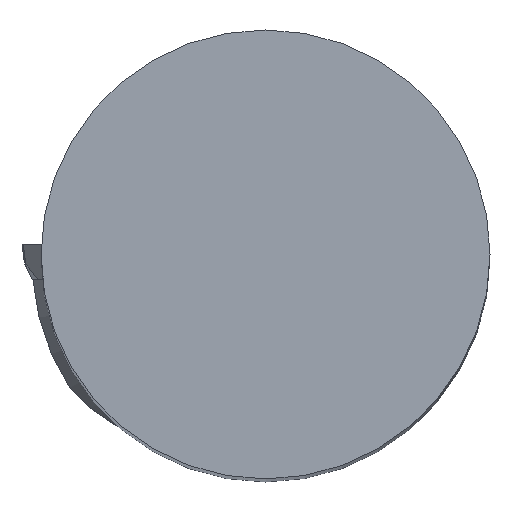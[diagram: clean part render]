
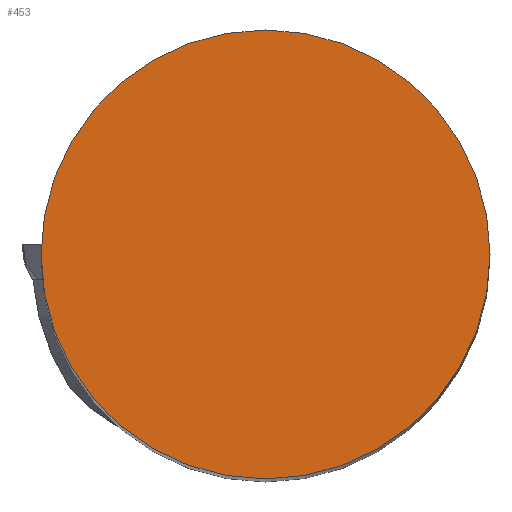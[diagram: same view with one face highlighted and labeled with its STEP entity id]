
A CAD part, top view. The second image highlights one B-rep face of the part: STEP entity #453.
In plain terms, the highlighted planar face has unit normal (0, 0, 1).
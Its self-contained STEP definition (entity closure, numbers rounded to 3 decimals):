
#373=EDGE_CURVE('240[2]',#807,#807,#808,.T.);
#453=ADVANCED_FACE('240[2]',(#899),#900,.T.);
#807=VERTEX_POINT('',#1574);
#808=CIRCLE('',#1575,10.0);
#899=FACE_OUTER_BOUND('',#1733,.T.);
#900=PLANE('',#1734);
#1574=CARTESIAN_POINT('',(-10.0,0.,0.0));
#1575=AXIS2_PLACEMENT_3D('',#2119,#2120,#2121);
#1733=EDGE_LOOP('',(#2222));
#1734=AXIS2_PLACEMENT_3D('',#2223,#2224,#2225);
#2119=CARTESIAN_POINT('',(0.0,0.0,0.0));
#2120=DIRECTION('',(0.,0.,-1.0));
#2121=DIRECTION('',(1.0,0.,0.));
#2222=ORIENTED_EDGE('',*,*,#373,.F.);
#2223=CARTESIAN_POINT('',(4.5,0.,0.0));
#2224=DIRECTION('',(0.,0.,1.0));
#2225=DIRECTION('',(1.0,0.,0.0));
